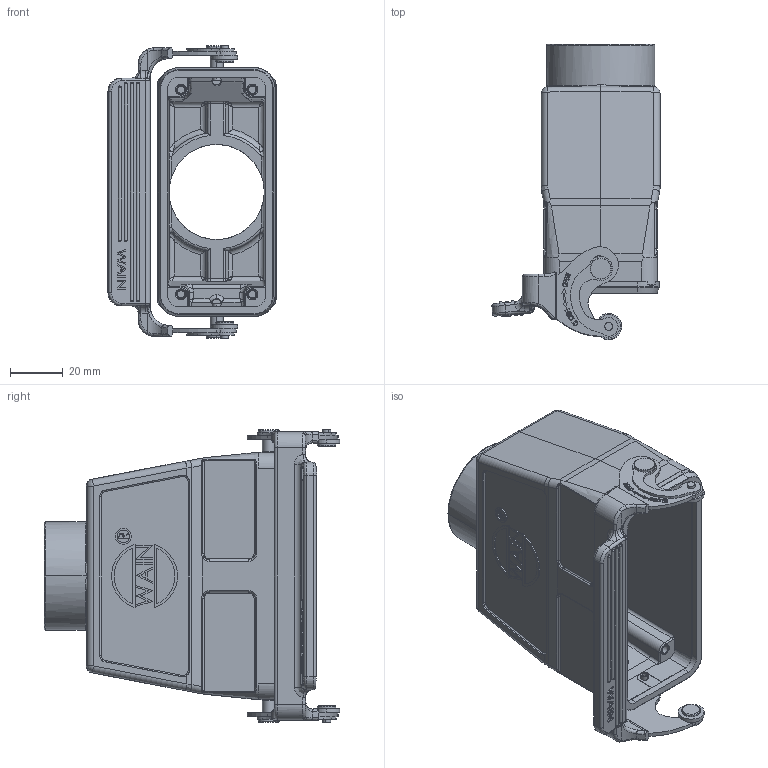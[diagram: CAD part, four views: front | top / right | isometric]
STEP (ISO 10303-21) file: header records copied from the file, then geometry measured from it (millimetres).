
FILE_DESCRIPTION(/* description */ (''),/* implementation_level */ '2;1');
FILE_NAME(/* name */ '3D_1240167215005_HV16B-CCTH-1L_SC-M40_V1.1.stp',/* time_stamp */ '2024-01-10T12:50:13+08:00',/* author */ (''),/* organization */ (''),/* preprocessor_version */ 'ST-DEVELOPER v18.1',/* originating_system */ 'SIEMENS PLM Software NX 1980',/* authorisation */ '');
FILE_SCHEMA (('AUTOMOTIVE_DESIGN { 1 0 10303 214 3 1 1 1 }'));
Products named in the file (1): 1459141CBC7C0zv6
Bounding box: 63.69 x 111.82 x 110.7 mm (x, y, z)
Volume: 93758.4 mm3; surface area: 58641.8 mm2
Topology: 5 solids, 21 shells, 1563 faces, 4100 edges, 2634 vertices
Faces by surface type: plane 644, cylinder 585, torus 144, bspline 67, cone 57, extrusion 44, sphere 22
Full cylindrical faces by diameter (mm): 36 x1, 38.6 x1
Entity records: 62556 total; most frequent: CARTESIAN_POINT 21095, ORIENTED_EDGE 8106, DIRECTION 6290, EDGE_CURVE 4053, VERTEX_POINT 2632, AXIS2_PLACEMENT_3D 2259, VECTOR 1772, LINE 1728
